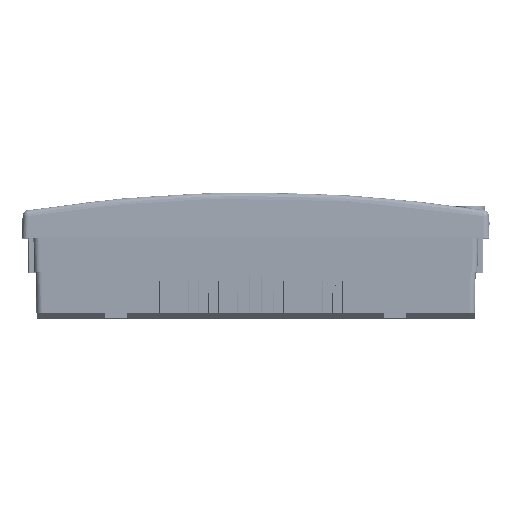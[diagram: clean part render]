
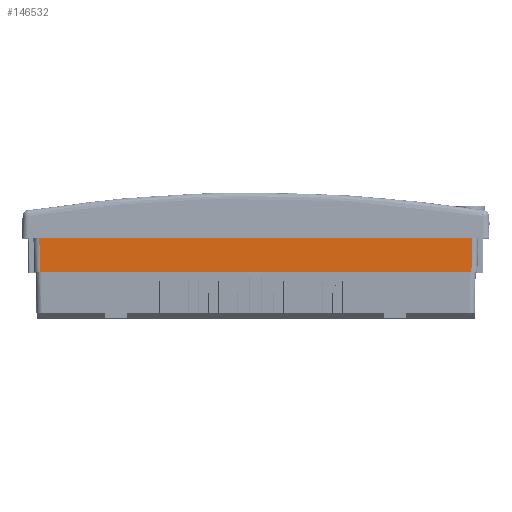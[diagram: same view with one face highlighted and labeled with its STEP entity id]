
A CAD part, top view. The second image highlights one B-rep face of the part: STEP entity #146532.
In plain terms, the highlighted planar face has unit normal (0, -0.018, 1).
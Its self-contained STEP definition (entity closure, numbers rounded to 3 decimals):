
#129825=CARTESIAN_POINT('',(-180.988,38.8,249.792));
#131105=CARTESIAN_POINT('',(181.491,67.6,250.295));
#131123=DIRECTION('',(-1.,0.,0.));
#131124=VECTOR('',#131123,361.976);
#131125=CARTESIAN_POINT('',(180.988,38.8,249.792));
#131126=LINE('',#131125,#131124);
#131130=DIRECTION('',(-0.017,1.,0.017));
#131131=VECTOR('',#131130,28.809);
#131132=CARTESIAN_POINT('',(-180.988,38.8,249.792));
#131133=LINE('',#131132,#131131);
#131137=DIRECTION('',(1.,0.,0.));
#131138=VECTOR('',#131137,362.982);
#131139=CARTESIAN_POINT('',(-181.491,67.6,250.295));
#131140=LINE('',#131139,#131138);
#131144=DIRECTION('',(-0.017,-1.,
-0.017));
#131145=VECTOR('',#131144,28.809);
#131146=CARTESIAN_POINT('',(181.491,67.6,250.295));
#131147=LINE('',#131146,#131145);
#143057=VERTEX_POINT('',#129825);
#143058=CARTESIAN_POINT('',(180.988,38.8,249.792));
#143059=VERTEX_POINT('',#143058);
#143162=VERTEX_POINT('',#131105);
#143163=CARTESIAN_POINT('',(-181.491,67.6,250.295));
#143164=VERTEX_POINT('',#143163);
#146520=CARTESIAN_POINT('',(0.,67.6,250.295));
#146521=DIRECTION('',(0.,-0.017,1.));
#146522=DIRECTION('',(0.,-1.,-0.017));
#146523=AXIS2_PLACEMENT_3D('',#146520,#146521,#146522);
#146524=PLANE('',#146523);
#146525=ORIENTED_EDGE('',*,*,#145500,.T.);
#146527=ORIENTED_EDGE('',*,*,#146526,.T.);
#146528=ORIENTED_EDGE('',*,*,#145662,.T.);
#146529=ORIENTED_EDGE('',*,*,#146508,.T.);
#146530=EDGE_LOOP('',(#146525,#146527,#146528,#146529));
#146531=FACE_OUTER_BOUND('',#146530,.F.);
#145500=EDGE_CURVE('',#143059,#143057,#131126,.T.);
#145662=EDGE_CURVE('',#143164,#143162,#131140,.T.);
#146508=EDGE_CURVE('',#143162,#143059,#131147,.T.);
#146526=EDGE_CURVE('',#143057,#143164,#131133,.T.);
#146532=ADVANCED_FACE('',(#146531),#146524,.T.);
